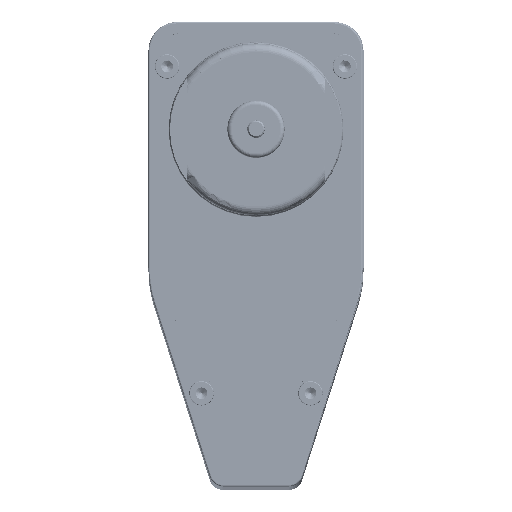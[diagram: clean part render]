
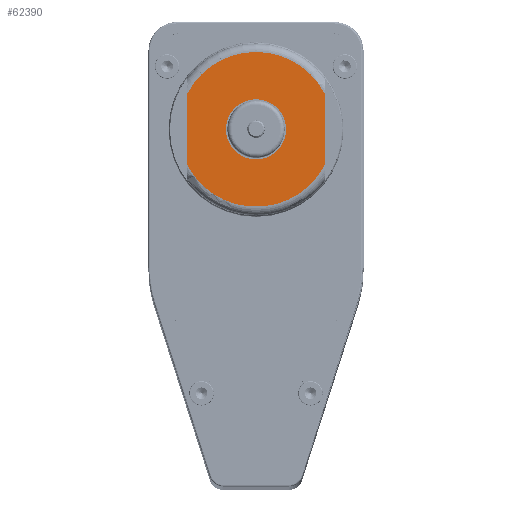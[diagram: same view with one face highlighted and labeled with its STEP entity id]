
A CAD part, top view. The second image highlights one B-rep face of the part: STEP entity #62390.
In plain terms, the highlighted planar face has unit normal (0, 0, 1).
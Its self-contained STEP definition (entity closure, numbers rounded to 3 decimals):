
#2520 = ORIENTED_EDGE ( 'NONE', *, *, #133236, .F. ) ;
#2927 = CARTESIAN_POINT ( 'NONE',  ( 24., -12.369, 545. ) ) ;
#12177 = DIRECTION ( 'NONE',  ( 0., 0., 1. ) ) ;
#12925 = DIRECTION ( 'NONE',  ( 0., 1., 0. ) ) ;
#28278 = ORIENTED_EDGE ( 'NONE', *, *, #142275, .F. ) ;
#31754 = CARTESIAN_POINT ( 'NONE',  ( 0., 0., 545. ) ) ;
#32895 = EDGE_CURVE ( 'NONE', #185490, #258330, #93125, .T. ) ;
#33433 = CARTESIAN_POINT ( 'NONE',  ( 0., 0., 545. ) ) ;
#38292 = VECTOR ( 'NONE', #110550, 1000. ) ;
#45257 = DIRECTION ( 'NONE',  ( 0., 1., 0. ) ) ;
#52459 = DIRECTION ( 'NONE',  ( 0., 1., 0. ) ) ;
#52762 = EDGE_CURVE ( 'NONE', #258330, #168538, #216661, .T. ) ;
#56449 = DIRECTION ( 'NONE',  ( 0., 1., 0. ) ) ;
#59820 = CIRCLE ( 'NONE', #165696, 27. ) ;
#62390 = ADVANCED_FACE ( 'NONE', ( #132901, #217298 ), #151765, .T. ) ;
#62617 = VERTEX_POINT ( 'NONE', #143487 ) ;
#66493 = EDGE_CURVE ( 'NONE', #164382, #62617, #155423, .T. ) ;
#67643 = CARTESIAN_POINT ( 'NONE',  ( 0., 10.5, 545. ) ) ;
#68038 = CARTESIAN_POINT ( 'NONE',  ( -24., 0., 545. ) ) ;
#69663 = ORIENTED_EDGE ( 'NONE', *, *, #66493, .F. ) ;
#70322 = CARTESIAN_POINT ( 'NONE',  ( -24., -12.369, 545. ) ) ;
#73136 = EDGE_LOOP ( 'NONE', ( #69663, #28278 ) ) ;
#73683 = DIRECTION ( 'NONE',  ( 0., 0., 1. ) ) ;
#79246 = ORIENTED_EDGE ( 'NONE', *, *, #208084, .T. ) ;
#84130 = DIRECTION ( 'NONE',  ( 0., 1., 0. ) ) ;
#90057 = CARTESIAN_POINT ( 'NONE',  ( 0., 0., 545. ) ) ;
#92731 = CARTESIAN_POINT ( 'NONE',  ( 0., 0., 545. ) ) ;
#93125 = LINE ( 'NONE', #194953, #38292 ) ;
#109717 = AXIS2_PLACEMENT_3D ( 'NONE', #251856, #209008, #127231 ) ;
#110408 = AXIS2_PLACEMENT_3D ( 'NONE', #90057, #12177, #52459 ) ;
#110550 = DIRECTION ( 'NONE',  ( 0., 1., 0. ) ) ;
#127231 = DIRECTION ( 'NONE',  ( 0., 1., 0. ) ) ;
#130293 = AXIS2_PLACEMENT_3D ( 'NONE', #31754, #256981, #12925 ) ;
#132901 = FACE_BOUND ( 'NONE', #73136, .T. ) ;
#133236 = EDGE_CURVE ( 'NONE', #207291, #170198, #251685, .T. ) ;
#139339 = CIRCLE ( 'NONE', #203600, 10.5 ) ;
#142275 = EDGE_CURVE ( 'NONE', #62617, #164382, #139339, .T. ) ;
#142531 = AXIS2_PLACEMENT_3D ( 'NONE', #250307, #231470, #84130 ) ;
#143487 = CARTESIAN_POINT ( 'NONE',  ( 0., -10.5, 545. ) ) ;
#151765 = PLANE ( 'NONE',  #110408 ) ;
#155423 = CIRCLE ( 'NONE', #142531, 10.5 ) ;
#155662 = VECTOR ( 'NONE', #45257, 1000. ) ;
#164382 = VERTEX_POINT ( 'NONE', #67643 ) ;
#165696 = AXIS2_PLACEMENT_3D ( 'NONE', #92731, #174551, #56449 ) ;
#168538 = VERTEX_POINT ( 'NONE', #173232 ) ;
#169048 = CIRCLE ( 'NONE', #130293, 27. ) ;
#170198 = VERTEX_POINT ( 'NONE', #235534 ) ;
#173232 = CARTESIAN_POINT ( 'NONE',  ( 0., 27., 545. ) ) ;
#174551 = DIRECTION ( 'NONE',  ( 0., 0., 1. ) ) ;
#185490 = VERTEX_POINT ( 'NONE', #2927 ) ;
#194953 = CARTESIAN_POINT ( 'NONE',  ( 24., 0., 545. ) ) ;
#202742 = ORIENTED_EDGE ( 'NONE', *, *, #258812, .T. ) ;
#203600 = AXIS2_PLACEMENT_3D ( 'NONE', #33433, #73683, #214466 ) ;
#203690 = ORIENTED_EDGE ( 'NONE', *, *, #32895, .T. ) ;
#207291 = VERTEX_POINT ( 'NONE', #70322 ) ;
#208084 = EDGE_CURVE ( 'NONE', #168538, #170198, #169048, .T. ) ;
#209008 = DIRECTION ( 'NONE',  ( 0., 0., 1. ) ) ;
#210150 = EDGE_LOOP ( 'NONE', ( #203690, #243578, #79246, #2520, #202742 ) ) ;
#214466 = DIRECTION ( 'NONE',  ( 0., 1., 0. ) ) ;
#216661 = CIRCLE ( 'NONE', #109717, 27. ) ;
#217298 = FACE_OUTER_BOUND ( 'NONE', #210150, .T. ) ;
#231470 = DIRECTION ( 'NONE',  ( 0., 0., 1. ) ) ;
#235534 = CARTESIAN_POINT ( 'NONE',  ( -24., 12.369, 545. ) ) ;
#239081 = CARTESIAN_POINT ( 'NONE',  ( 24., 12.369, 545. ) ) ;
#243578 = ORIENTED_EDGE ( 'NONE', *, *, #52762, .T. ) ;
#250307 = CARTESIAN_POINT ( 'NONE',  ( 0., 0., 545. ) ) ;
#251685 = LINE ( 'NONE', #68038, #155662 ) ;
#251856 = CARTESIAN_POINT ( 'NONE',  ( 0., 0., 545. ) ) ;
#256981 = DIRECTION ( 'NONE',  ( 0., 0., 1. ) ) ;
#258330 = VERTEX_POINT ( 'NONE', #239081 ) ;
#258812 = EDGE_CURVE ( 'NONE', #207291, #185490, #59820, .T. ) ;
